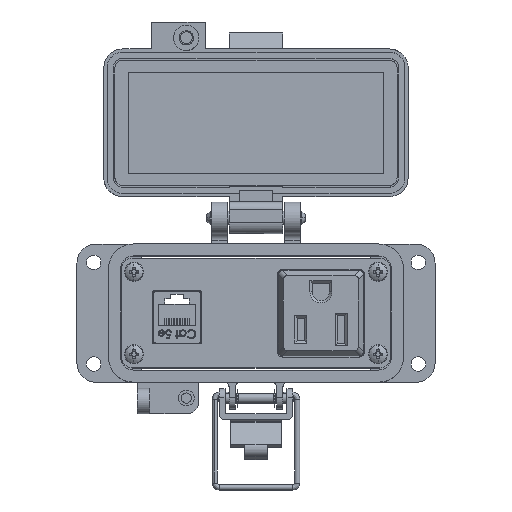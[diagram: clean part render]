
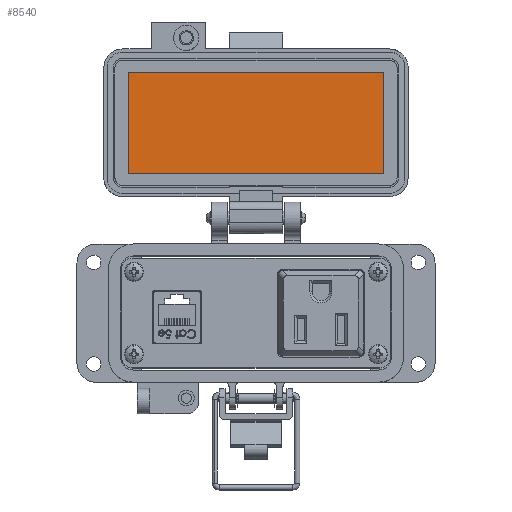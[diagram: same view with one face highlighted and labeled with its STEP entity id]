
A CAD part, top view. The second image highlights one B-rep face of the part: STEP entity #8540.
In plain terms, the highlighted planar face has unit normal (0, 0, 1).
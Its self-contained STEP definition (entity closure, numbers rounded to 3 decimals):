
#301 = EDGE_CURVE ( 'NONE', #47073, #39361, #33985, .T. ) ;
#991 = DIRECTION ( 'NONE',  ( 0., 0., 1. ) ) ;
#1288 = DIRECTION ( 'NONE',  ( -1., 0., 0. ) ) ;
#1641 = VECTOR ( 'NONE', #13687, 1000. ) ;
#2847 = CARTESIAN_POINT ( 'NONE',  ( -40.25, 83.154, -25.55 ) ) ;
#4564 = ORIENTED_EDGE ( 'NONE', *, *, #48188, .F. ) ;
#5875 = AXIS2_PLACEMENT_3D ( 'NONE', #8071, #991, #27591 ) ;
#8071 = CARTESIAN_POINT ( 'NONE',  ( -8.5, 67.154, -25.55 ) ) ;
#8540 = ADVANCED_FACE ( 'NONE', ( #20005 ), #42425, .T. ) ;
#10550 = EDGE_CURVE ( 'NONE', #44893, #47073, #36455, .T. ) ;
#12001 = LINE ( 'NONE', #41734, #1641 ) ;
#13576 = VERTEX_POINT ( 'NONE', #2847 ) ;
#13685 = VECTOR ( 'NONE', #25524, 1000. ) ;
#13687 = DIRECTION ( 'NONE',  ( 1., 0., 0. ) ) ;
#20005 = FACE_OUTER_BOUND ( 'NONE', #22328, .T. ) ;
#20267 = CARTESIAN_POINT ( 'NONE',  ( 40.25, 51.154, -25.55 ) ) ;
#20935 = CARTESIAN_POINT ( 'NONE',  ( -40.25, 51.154, -25.55 ) ) ;
#22328 = EDGE_LOOP ( 'NONE', ( #4564, #46761, #46743, #33264 ) ) ;
#23974 = CARTESIAN_POINT ( 'NONE',  ( 40.25, 83.154, -25.55 ) ) ;
#24648 = DIRECTION ( 'NONE',  ( 0., 1., 0. ) ) ;
#25524 = DIRECTION ( 'NONE',  ( 0., -1., 0. ) ) ;
#27427 = CARTESIAN_POINT ( 'NONE',  ( 42., 51.154, -25.55 ) ) ;
#27591 = DIRECTION ( 'NONE',  ( 0., -1., 0. ) ) ;
#33264 = ORIENTED_EDGE ( 'NONE', *, *, #10550, .F. ) ;
#33985 = LINE ( 'NONE', #27427, #34724 ) ;
#34724 = VECTOR ( 'NONE', #1288, 1000. ) ;
#35332 = CARTESIAN_POINT ( 'NONE',  ( -40.25, 67.154, -25.55 ) ) ;
#36455 = LINE ( 'NONE', #47694, #13685 ) ;
#39361 = VERTEX_POINT ( 'NONE', #20935 ) ;
#39468 = LINE ( 'NONE', #35332, #43606 ) ;
#41734 = CARTESIAN_POINT ( 'NONE',  ( -8.5, 83.154, -25.55 ) ) ;
#42425 = PLANE ( 'NONE',  #5875 ) ;
#43606 = VECTOR ( 'NONE', #24648, 1000. ) ;
#44247 = EDGE_CURVE ( 'NONE', #39361, #13576, #39468, .T. ) ;
#44893 = VERTEX_POINT ( 'NONE', #23974 ) ;
#46743 = ORIENTED_EDGE ( 'NONE', *, *, #301, .F. ) ;
#46761 = ORIENTED_EDGE ( 'NONE', *, *, #44247, .F. ) ;
#47073 = VERTEX_POINT ( 'NONE', #20267 ) ;
#47694 = CARTESIAN_POINT ( 'NONE',  ( 40.25, 67.154, -25.55 ) ) ;
#48188 = EDGE_CURVE ( 'NONE', #13576, #44893, #12001, .T. ) ;
